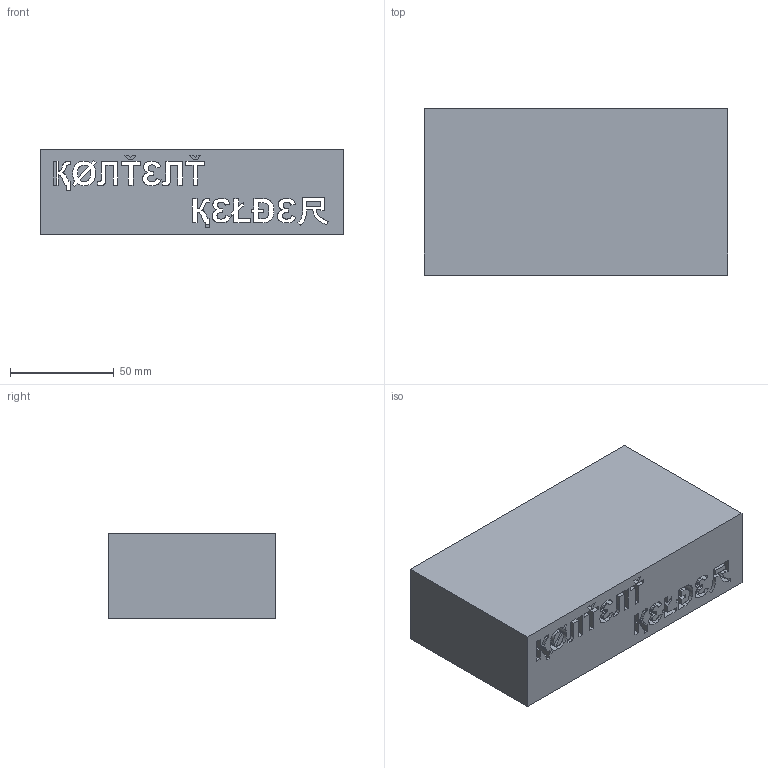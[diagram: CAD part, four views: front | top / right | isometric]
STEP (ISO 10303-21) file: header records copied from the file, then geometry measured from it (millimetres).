
FILE_DESCRIPTION(/* description */ (''),/* implementation_level */ '2;1');
FILE_NAME(/* name */ 'Component1.stp',/* time_stamp */ '2025-09-12T00:17:32+02:00',/* author */ (''),/* organization */ (''),/* preprocessor_version */ 'ST-DEVELOPER v20.1',/* originating_system */ 'Autodesk Translation Framework v14.10.0.0',/* authorisation */ '');
FILE_SCHEMA (('AUTOMOTIVE_DESIGN { 1 0 10303 214 3 1 1 }'));
Length unit declared in the file: millimetre
Products named in the file (1): FusionComponent
Bounding box: 146 x 80 x 41 mm (x, y, z)
Volume: 189003.7 mm3; surface area: 71056.1 mm2
Topology: 5 solids, 5 shells, 309 faces, 897 edges, 594 vertices
Faces by surface type: plane 171, bspline 138
Entity records: 10320 total; most frequent: CARTESIAN_POINT 3049, ORIENTED_EDGE 1794, DIRECTION 962, EDGE_CURVE 897, LINE 618, VECTOR 618, VERTEX_POINT 594, EDGE_LOOP 335
